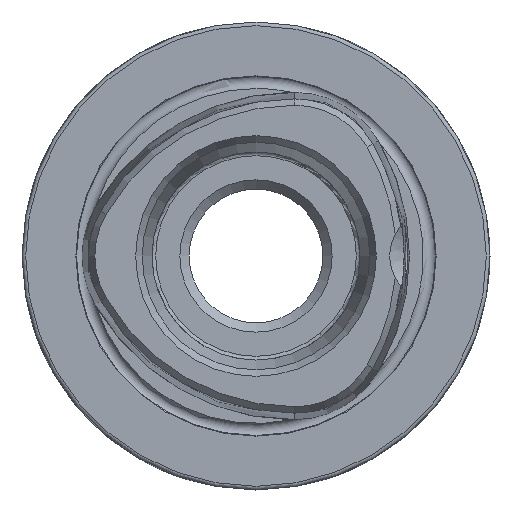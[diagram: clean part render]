
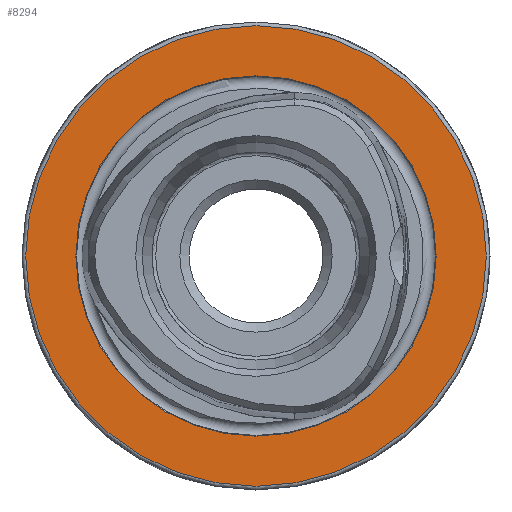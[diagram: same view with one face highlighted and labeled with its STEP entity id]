
A CAD part, left-side view. The second image highlights one B-rep face of the part: STEP entity #8294.
In plain terms, the highlighted planar face has unit normal (-1, 0, 0).
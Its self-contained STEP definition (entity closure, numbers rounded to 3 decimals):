
#530 = EDGE_CURVE ( 'NONE', #5938, #5938, #9053, .T. ) ;
#747 = ORIENTED_EDGE ( 'NONE', *, *, #1199, .F. ) ;
#821 = CARTESIAN_POINT ( 'NONE',  ( 0., 0., 0. ) ) ;
#1199 = EDGE_CURVE ( 'NONE', #7710, #7710, #8712, .T. ) ;
#1634 = ORIENTED_EDGE ( 'NONE', *, *, #530, .T. ) ;
#2233 = FACE_BOUND ( 'NONE', #2426, .T. ) ;
#2426 = EDGE_LOOP ( 'NONE', ( #747 ) ) ;
#2569 = AXIS2_PLACEMENT_3D ( 'NONE', #821, #7107, #8551 ) ;
#2984 = AXIS2_PLACEMENT_3D ( 'NONE', #7959, #4375, #3686 ) ;
#3111 = EDGE_LOOP ( 'NONE', ( #1634 ) ) ;
#3686 = DIRECTION ( 'NONE',  ( 0., 0., -1. ) ) ;
#3811 = CARTESIAN_POINT ( 'NONE',  ( 0., 0., 31. ) ) ;
#4362 = FACE_OUTER_BOUND ( 'NONE', #3111, .T. ) ;
#4375 = DIRECTION ( 'NONE',  ( 1., 0., 0. ) ) ;
#4526 = CARTESIAN_POINT ( 'NONE',  ( 0., 0., 24.25 ) ) ;
#5938 = VERTEX_POINT ( 'NONE', #3811 ) ;
#6460 = PLANE ( 'NONE',  #2984 ) ;
#6915 = CARTESIAN_POINT ( 'NONE',  ( 0., 0., 0. ) ) ;
#7107 = DIRECTION ( 'NONE',  ( -1., 0., 0. ) ) ;
#7699 = DIRECTION ( 'NONE',  ( -1., 0., 0. ) ) ;
#7710 = VERTEX_POINT ( 'NONE', #4526 ) ;
#7959 = CARTESIAN_POINT ( 'NONE',  ( 0., 24.25, 0. ) ) ;
#8294 = ADVANCED_FACE ( 'NONE', ( #2233, #4362 ), #6460, .F. ) ;
#8349 = DIRECTION ( 'NONE',  ( 0., 0., 1. ) ) ;
#8551 = DIRECTION ( 'NONE',  ( 0., 0., 1. ) ) ;
#8584 = AXIS2_PLACEMENT_3D ( 'NONE', #6915, #7699, #8349 ) ;
#8712 = CIRCLE ( 'NONE', #2569, 24.25 ) ;
#9053 = CIRCLE ( 'NONE', #8584, 31. ) ;
